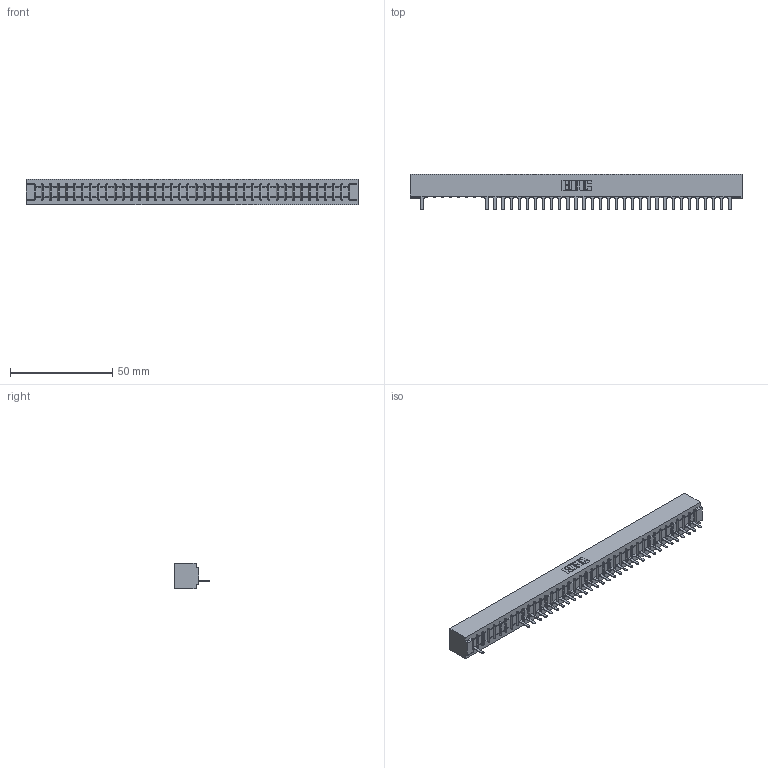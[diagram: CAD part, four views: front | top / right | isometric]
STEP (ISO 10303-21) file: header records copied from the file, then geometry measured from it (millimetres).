
FILE_DESCRIPTION (( 'STEP AP203' ), '1' );
FILE_NAME ('307-039-525-101.STEP', '2018-08-05T12:19:54', ( '' ), ( '' ), 'SwSTEP 2.0', 'SolidWorks 2016', '' );
FILE_SCHEMA (( 'CONFIG_CONTROL_DESIGN' ));
Length unit declared in the file: inch
Products named in the file (3): 307-290-001_525; 307-039-525-101; 307 Part_No Mounting Lugs
Assembly tree (33 placements, depth 2):
  307-039-525-101
    307 Part_No Mounting Lugs
    307-290-001_525  x32
Bounding box: 162.41 x 17.42 x 12.7 mm (x, y, z)
Volume: 17225.7 mm3; surface area: 17481.8 mm2
Topology: 33 solids, 33 shells, 2082 faces, 5931 edges, 3802 vertices
Faces by surface type: plane 1334, cylinder 668, sphere 80
Entity records: 33270 total; most frequent: CARTESIAN_POINT 5633, ORIENTED_EDGE 5626, DIRECTION 5471, EDGE_CURVE 2813, LINE 2159, VECTOR 2159, VERTEX_POINT 1818, AXIS2_PLACEMENT_3D 1656
